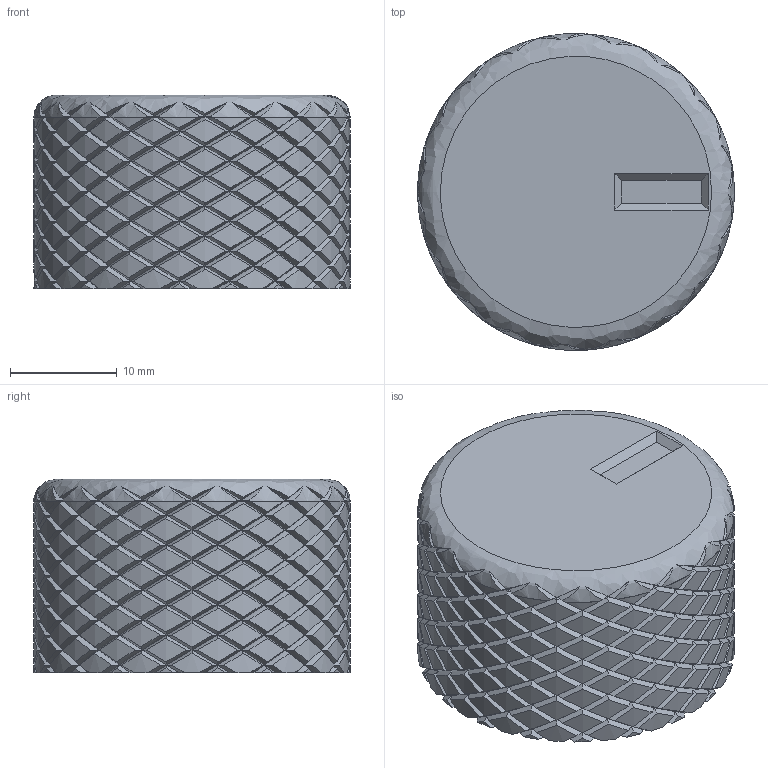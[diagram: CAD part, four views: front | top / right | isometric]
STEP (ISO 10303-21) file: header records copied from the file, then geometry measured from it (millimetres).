
FILE_DESCRIPTION(('FreeCAD Model'),'2;1');
FILE_NAME('Open CASCADE Shape Model','2025-04-26T07:35:01',('FreeCAD'),( 'FreeCAD'),'Open CASCADE STEP processor 7.6','FreeCAD','Unknown');
FILE_SCHEMA(('AUTOMOTIVE_DESIGN { 1 0 10303 214 1 1 1 1 }'));
Products named in the file (1): Open CASCADE STEP translator 7.6 1
Bounding box: 29.61 x 29.6 x 18.1 mm (x, y, z)
Volume: 5749.8 mm3; surface area: 7636 mm2
Topology: 3 solids, 3 shells, 1351 faces, 2883 edges, 1539 vertices
Faces by surface type: bspline 1351
Entity records: 50394 total; most frequent: CARTESIAN_POINT 32258, ORIENTED_EDGE 5766, EDGE_CURVE 2883, B_SPLINE_CURVE_WITH_KNOTS 2773, VERTEX_POINT 1539, FACE_BOUND 1356, EDGE_LOOP 1356, ADVANCED_FACE 1351
